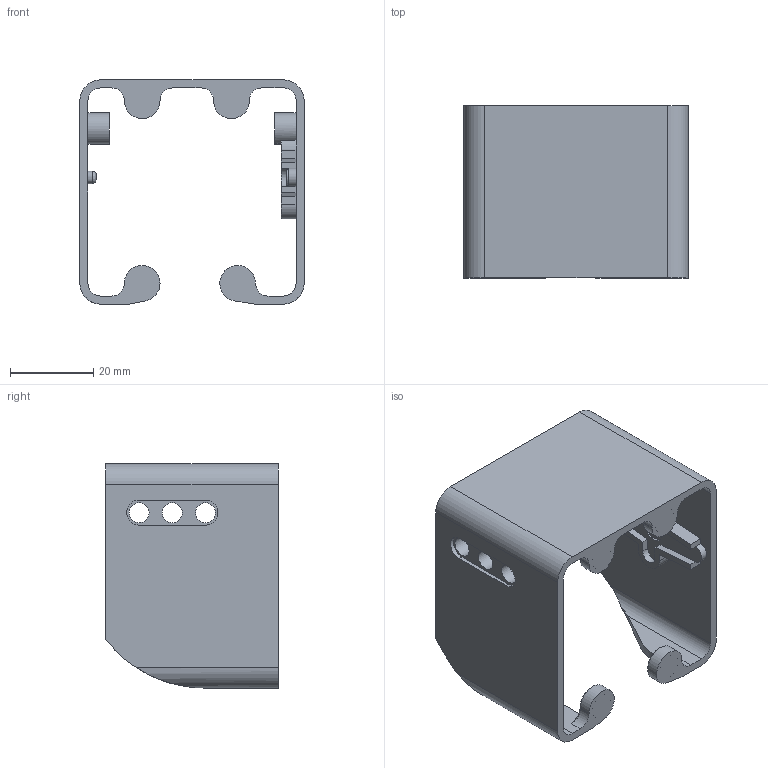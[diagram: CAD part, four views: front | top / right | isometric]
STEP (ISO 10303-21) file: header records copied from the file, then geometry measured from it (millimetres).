
FILE_DESCRIPTION(/* description */ (''),/* implementation_level */ '2;1');
FILE_NAME(/* name */ 'shell_SG90_magnet_latch.step',/* time_stamp */ '2023-03-24T18:13:23+09:00',/* author */ (''),/* organization */ (''),/* preprocessor_version */ 'ST-DEVELOPER v19.2',/* originating_system */ 'Autodesk Translation Framework v11.17.0.187',/* authorisation */ '');
FILE_SCHEMA (('AUTOMOTIVE_DESIGN { 1 0 10303 214 3 1 1 }'));
Length unit declared in the file: millimetre
Products named in the file (1): shell_SG90_kennel
Bounding box: 54 x 41.5 x 54 mm (x, y, z)
Volume: 14859.1 mm3; surface area: 16465.2 mm2
Topology: 1 solids, 1 shells, 381 faces, 1059 edges, 701 vertices
Faces by surface type: bspline 162, plane 153, cylinder 51, cone 14, torus 1
Full cylindrical faces by diameter (mm): 2 x1, 3 x1, 3.8 x1, 4.8 x6, 5 x1, 5.6 x1, 6.2 x4
Entity records: 14380 total; most frequent: CARTESIAN_POINT 5655, ORIENTED_EDGE 2118, DIRECTION 1261, EDGE_CURVE 1059, VERTEX_POINT 701, LINE 577, VECTOR 577, EDGE_LOOP 416
